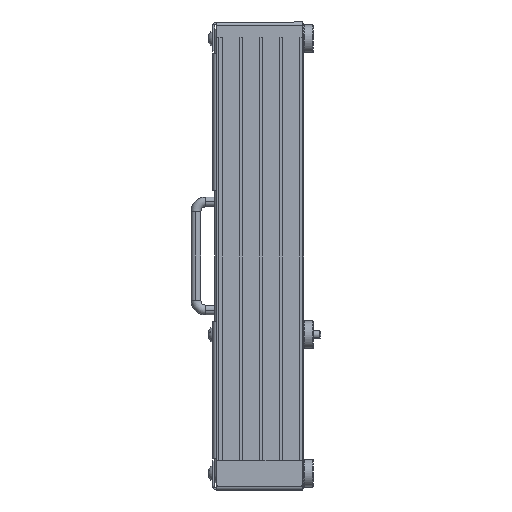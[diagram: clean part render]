
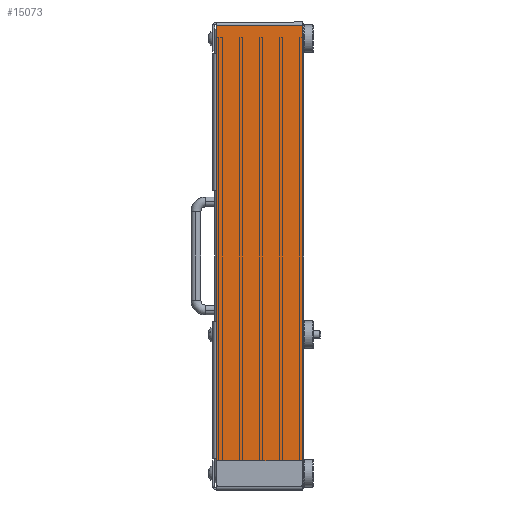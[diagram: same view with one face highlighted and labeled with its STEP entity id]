
A CAD part, left-side view. The second image highlights one B-rep face of the part: STEP entity #15073.
In plain terms, the highlighted face is planar.
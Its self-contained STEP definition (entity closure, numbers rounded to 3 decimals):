
#231 = DIRECTION ( 'NONE',  ( 0., 0., -1. ) ) ;
#355 = ORIENTED_EDGE ( 'NONE', *, *, #15938, .T. ) ;
#495 = LINE ( 'NONE', #13023, #6066 ) ;
#531 = VECTOR ( 'NONE', #21192, 1000. ) ;
#589 = CIRCLE ( 'NONE', #20222, 0.8 ) ;
#594 = LINE ( 'NONE', #4209, #20198 ) ;
#1519 = VERTEX_POINT ( 'NONE', #18090 ) ;
#1604 = LINE ( 'NONE', #7533, #19610 ) ;
#1721 = AXIS2_PLACEMENT_3D ( 'NONE', #3471, #18576, #20266 ) ;
#2121 = ORIENTED_EDGE ( 'NONE', *, *, #5451, .T. ) ;
#2657 = DIRECTION ( 'NONE',  ( 0., 0., 1. ) ) ;
#2727 = CARTESIAN_POINT ( 'NONE',  ( 130.5, 43.963, 15. ) ) ;
#2776 = VECTOR ( 'NONE', #10147, 1000. ) ;
#3016 = DIRECTION ( 'NONE',  ( 0., 0., 1. ) ) ;
#3041 = LINE ( 'NONE', #7037, #2776 ) ;
#3096 = ORIENTED_EDGE ( 'NONE', *, *, #21555, .F. ) ;
#3108 = LINE ( 'NONE', #16315, #7109 ) ;
#3173 = LINE ( 'NONE', #7812, #531 ) ;
#3346 = ORIENTED_EDGE ( 'NONE', *, *, #14755, .T. ) ;
#3442 = ORIENTED_EDGE ( 'NONE', *, *, #3893, .T. ) ;
#3471 = CARTESIAN_POINT ( 'NONE',  ( 130.5, 0., 0. ) ) ;
#3507 = VERTEX_POINT ( 'NONE', #11586 ) ;
#3802 = EDGE_CURVE ( 'NONE', #11844, #13605, #589, .T. ) ;
#3893 = EDGE_CURVE ( 'NONE', #11176, #21715, #9357, .T. ) ;
#4176 = VERTEX_POINT ( 'NONE', #10219 ) ;
#4209 = CARTESIAN_POINT ( 'NONE',  ( 130.5, 43.963, 235. ) ) ;
#4818 = VECTOR ( 'NONE', #3016, 1000. ) ;
#5451 = EDGE_CURVE ( 'NONE', #13605, #7571, #17476, .T. ) ;
#5823 = VERTEX_POINT ( 'NONE', #2727 ) ;
#5849 = DIRECTION ( 'NONE',  ( 1., 0., 0. ) ) ;
#6006 = CARTESIAN_POINT ( 'NONE',  ( 130.5, 43.963, 151.5 ) ) ;
#6066 = VECTOR ( 'NONE', #11250, 1000. ) ;
#6460 = EDGE_CURVE ( 'NONE', #21715, #1519, #3108, .T. ) ;
#6566 = CARTESIAN_POINT ( 'NONE',  ( 130.5, 0.8, 235. ) ) ;
#6753 = AXIS2_PLACEMENT_3D ( 'NONE', #14101, #15931, #12532 ) ;
#6897 = PLANE ( 'NONE',  #1721 ) ;
#7037 = CARTESIAN_POINT ( 'NONE',  ( 130.5, 0., 0.737 ) ) ;
#7109 = VECTOR ( 'NONE', #18029, 1000. ) ;
#7436 = EDGE_CURVE ( 'NONE', #4176, #7571, #3041, .T. ) ;
#7457 = DIRECTION ( 'NONE',  ( 0., -1., 0. ) ) ;
#7533 = CARTESIAN_POINT ( 'NONE',  ( 130.5, 0., 235. ) ) ;
#7571 = VERTEX_POINT ( 'NONE', #13846 ) ;
#7572 = DIRECTION ( 'NONE',  ( 0., 0., 1. ) ) ;
#7812 = CARTESIAN_POINT ( 'NONE',  ( 130.5, 43.963, 151.5 ) ) ;
#9357 = LINE ( 'NONE', #13188, #4818 ) ;
#9515 = ORIENTED_EDGE ( 'NONE', *, *, #19884, .T. ) ;
#9948 = ORIENTED_EDGE ( 'NONE', *, *, #6460, .T. ) ;
#10147 = DIRECTION ( 'NONE',  ( 0., -1., 0. ) ) ;
#10156 = ORIENTED_EDGE ( 'NONE', *, *, #3802, .T. ) ;
#10219 = CARTESIAN_POINT ( 'NONE',  ( 130.5, 43.963, 0.737 ) ) ;
#11176 = VERTEX_POINT ( 'NONE', #6006 ) ;
#11250 = DIRECTION ( 'NONE',  ( 0., 0., 1. ) ) ;
#11586 = CARTESIAN_POINT ( 'NONE',  ( 130.5, 43.163, 235. ) ) ;
#11844 = VERTEX_POINT ( 'NONE', #6566 ) ;
#12023 = ORIENTED_EDGE ( 'NONE', *, *, #7436, .F. ) ;
#12532 = DIRECTION ( 'NONE',  ( 0., 0., 1. ) ) ;
#13011 = ORIENTED_EDGE ( 'NONE', *, *, #17225, .T. ) ;
#13023 = CARTESIAN_POINT ( 'NONE',  ( 130.5, 43.963, 15. ) ) ;
#13188 = CARTESIAN_POINT ( 'NONE',  ( 130.5, 43.963, 15. ) ) ;
#13605 = VERTEX_POINT ( 'NONE', #13934 ) ;
#13798 = VECTOR ( 'NONE', #231, 1000. ) ;
#13846 = CARTESIAN_POINT ( 'NONE',  ( 130.5, 0., 0.737 ) ) ;
#13934 = CARTESIAN_POINT ( 'NONE',  ( 130.5, 0., 234.2 ) ) ;
#13956 = CARTESIAN_POINT ( 'NONE',  ( 130.5, 43.963, 84.5 ) ) ;
#14101 = CARTESIAN_POINT ( 'NONE',  ( 130.5, 43.163, 234.2 ) ) ;
#14755 = EDGE_CURVE ( 'NONE', #4176, #5823, #594, .T. ) ;
#15073 = ADVANCED_FACE ( 'NONE', ( #16740 ), #6897, .F. ) ;
#15931 = DIRECTION ( 'NONE',  ( 1., 0., 0. ) ) ;
#15938 = EDGE_CURVE ( 'NONE', #3507, #11844, #1604, .T. ) ;
#16315 = CARTESIAN_POINT ( 'NONE',  ( 130.5, 43.963, 235. ) ) ;
#16510 = CARTESIAN_POINT ( 'NONE',  ( 130.5, 43.963, 221. ) ) ;
#16740 = FACE_OUTER_BOUND ( 'NONE', #17035, .T. ) ;
#16752 = CIRCLE ( 'NONE', #6753, 0.8 ) ;
#17035 = EDGE_LOOP ( 'NONE', ( #355, #10156, #2121, #12023, #3346, #13011, #3096, #3442, #9948, #9515 ) ) ;
#17225 = EDGE_CURVE ( 'NONE', #5823, #20844, #495, .T. ) ;
#17476 = LINE ( 'NONE', #20288, #13798 ) ;
#18029 = DIRECTION ( 'NONE',  ( 0., 0., 1. ) ) ;
#18090 = CARTESIAN_POINT ( 'NONE',  ( 130.5, 43.963, 234.2 ) ) ;
#18576 = DIRECTION ( 'NONE',  ( -1., 0., 0. ) ) ;
#19464 = CARTESIAN_POINT ( 'NONE',  ( 130.5, 0.8, 234.2 ) ) ;
#19610 = VECTOR ( 'NONE', #7457, 1000. ) ;
#19884 = EDGE_CURVE ( 'NONE', #1519, #3507, #16752, .T. ) ;
#20198 = VECTOR ( 'NONE', #7572, 1000. ) ;
#20222 = AXIS2_PLACEMENT_3D ( 'NONE', #19464, #5849, #2657 ) ;
#20266 = DIRECTION ( 'NONE',  ( 0., 0., 1. ) ) ;
#20288 = CARTESIAN_POINT ( 'NONE',  ( 130.5, 0., 0. ) ) ;
#20844 = VERTEX_POINT ( 'NONE', #13956 ) ;
#21192 = DIRECTION ( 'NONE',  ( 0., 0., -1. ) ) ;
#21555 = EDGE_CURVE ( 'NONE', #11176, #20844, #3173, .T. ) ;
#21715 = VERTEX_POINT ( 'NONE', #16510 ) ;
